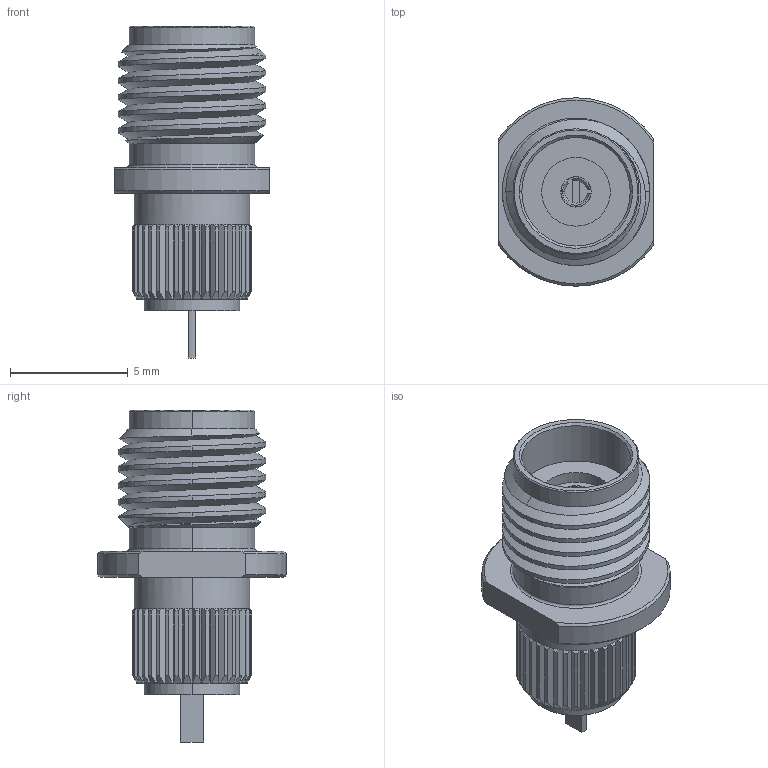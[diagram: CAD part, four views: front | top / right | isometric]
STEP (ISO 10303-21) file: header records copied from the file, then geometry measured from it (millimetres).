
FILE_DESCRIPTION (( 'STEP AP214' ), '1' );
FILE_NAME ('30-071-D3.STEP', '2024-08-09T07:03:17', ( '' ), ( '' ), 'SwSTEP 2.0', 'SolidWorks 2024', '' );
FILE_SCHEMA (( 'AUTOMOTIVE_DESIGN' ));
Length unit declared in the file: millimetre
Products named in the file (1): 30-071-D3
Bounding box: 6.6 x 8 x 14.1 mm (x, y, z)
Surface area: 512.4 mm2 (no closed solid volume)
Topology: 0 solids, 7 shells, 290 faces, 763 edges, 486 vertices
Faces by surface type: plane 125, cone 92, cylinder 69, torus 2, bspline 2
Entity records: 9705 total; most frequent: CARTESIAN_POINT 2749, ORIENTED_EDGE 1493, DIRECTION 1411, EDGE_CURVE 763, AXIS2_PLACEMENT_3D 548, VERTEX_POINT 486, VECTOR 315, LINE 315
